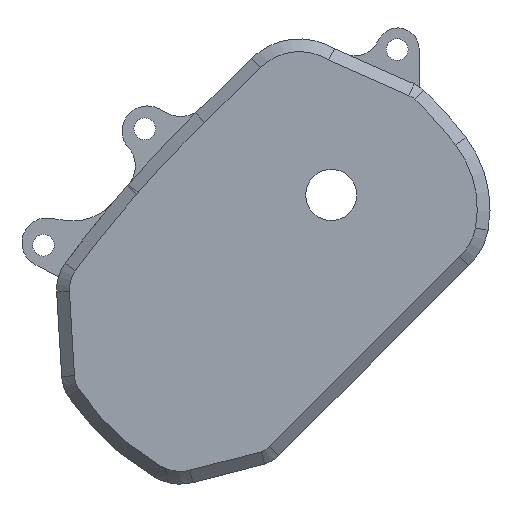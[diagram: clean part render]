
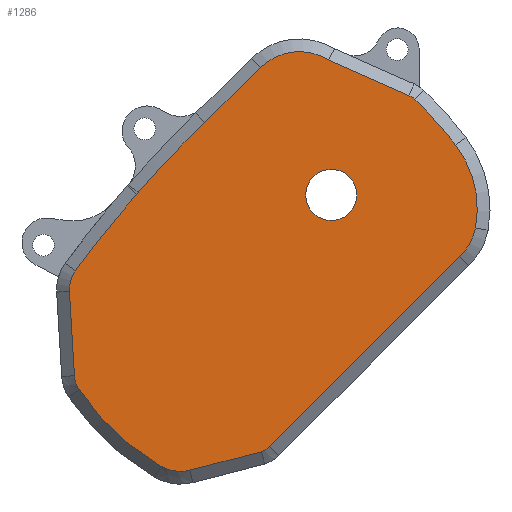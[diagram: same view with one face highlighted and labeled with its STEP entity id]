
A CAD part, left-side view. The second image highlights one B-rep face of the part: STEP entity #1286.
In plain terms, the highlighted planar face has unit normal (-1, 0, 0).
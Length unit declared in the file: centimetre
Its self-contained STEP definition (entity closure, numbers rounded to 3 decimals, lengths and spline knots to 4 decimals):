
#15=FACE_BOUND('',#185,.T.);
#57=PLANE('',#1411);
#105=FACE_OUTER_BOUND('',#184,.T.);
#184=EDGE_LOOP('',(#971,#972,#973,#974,#975,#976,#977,#978,#979,#980,#981,
#982,#983,#984,#985,#986,#987,#988));
#185=EDGE_LOOP('',(#989));
#257=LINE('',#1963,#360);
#260=LINE('',#1984,#363);
#266=LINE('',#2032,#369);
#270=LINE('',#2044,#373);
#275=LINE('',#2065,#378);
#277=LINE('',#2068,#380);
#360=VECTOR('',#1530,1.);
#363=VECTOR('',#1541,1.);
#369=VECTOR('',#1579,1.);
#373=VECTOR('',#1591,1.);
#378=VECTOR('',#1616,1.);
#380=VECTOR('',#1620,1.);
#461=CIRCLE('',#1354,0.9004);
#463=CIRCLE('',#1357,2.1821);
#464=CIRCLE('',#1360,47.7845);
#466=CIRCLE('',#1364,47.7845);
#469=CIRCLE('',#1368,2.008);
#470=CIRCLE('',#1370,4.1112);
#472=CIRCLE('',#1373,14.9411);
#474=CIRCLE('',#1376,0.8446);
#477=CIRCLE('',#1381,1.2371);
#478=CIRCLE('',#1384,1.0985);
#480=CIRCLE('',#1387,9.8741);
#482=CIRCLE('',#1390,1.5029);
#492=CIRCLE('',#1412,1.);
#542=VERTEX_POINT('',#1939);
#543=VERTEX_POINT('',#1941);
#546=VERTEX_POINT('',#1951);
#547=VERTEX_POINT('',#1953);
#549=VERTEX_POINT('',#1961);
#551=VERTEX_POINT('',#1967);
#553=VERTEX_POINT('',#1982);
#555=VERTEX_POINT('',#1988);
#558=VERTEX_POINT('',#2005);
#559=VERTEX_POINT('',#2007);
#561=VERTEX_POINT('',#2015);
#563=VERTEX_POINT('',#2021);
#565=VERTEX_POINT('',#2027);
#567=VERTEX_POINT('',#2037);
#569=VERTEX_POINT('',#2042);
#571=VERTEX_POINT('',#2048);
#573=VERTEX_POINT('',#2054);
#575=VERTEX_POINT('',#2060);
#598=VERTEX_POINT('',#2134);
#658=EDGE_CURVE('',#542,#543,#461,.T.);
#662=EDGE_CURVE('',#546,#547,#463,.T.);
#665=EDGE_CURVE('',#549,#546,#257,.T.);
#668=EDGE_CURVE('',#551,#549,#464,.T.);
#671=EDGE_CURVE('',#553,#551,#260,.T.);
#674=EDGE_CURVE('',#555,#553,#466,.T.);
#678=EDGE_CURVE('',#558,#559,#469,.T.);
#681=EDGE_CURVE('',#561,#558,#470,.T.);
#684=EDGE_CURVE('',#563,#561,#472,.T.);
#687=EDGE_CURVE('',#565,#563,#474,.T.);
#689=EDGE_CURVE('',#547,#565,#266,.T.);
#693=EDGE_CURVE('',#567,#555,#477,.T.);
#695=EDGE_CURVE('',#569,#567,#270,.T.);
#698=EDGE_CURVE('',#571,#569,#478,.T.);
#701=EDGE_CURVE('',#573,#571,#480,.T.);
#704=EDGE_CURVE('',#575,#573,#482,.T.);
#706=EDGE_CURVE('',#543,#575,#275,.T.);
#708=EDGE_CURVE('',#559,#542,#277,.T.);
#742=EDGE_CURVE('',#598,#598,#492,.T.);
#971=ORIENTED_EDGE('',*,*,#678,.F.);
#972=ORIENTED_EDGE('',*,*,#681,.F.);
#973=ORIENTED_EDGE('',*,*,#684,.F.);
#974=ORIENTED_EDGE('',*,*,#687,.F.);
#975=ORIENTED_EDGE('',*,*,#689,.F.);
#976=ORIENTED_EDGE('',*,*,#662,.F.);
#977=ORIENTED_EDGE('',*,*,#665,.F.);
#978=ORIENTED_EDGE('',*,*,#668,.F.);
#979=ORIENTED_EDGE('',*,*,#671,.F.);
#980=ORIENTED_EDGE('',*,*,#674,.F.);
#981=ORIENTED_EDGE('',*,*,#693,.F.);
#982=ORIENTED_EDGE('',*,*,#695,.F.);
#983=ORIENTED_EDGE('',*,*,#698,.F.);
#984=ORIENTED_EDGE('',*,*,#701,.F.);
#985=ORIENTED_EDGE('',*,*,#704,.F.);
#986=ORIENTED_EDGE('',*,*,#706,.F.);
#987=ORIENTED_EDGE('',*,*,#658,.F.);
#988=ORIENTED_EDGE('',*,*,#708,.F.);
#989=ORIENTED_EDGE('',*,*,#742,.T.);
#1286=ADVANCED_FACE('',(#105,#15),#57,.F.);
#1354=AXIS2_PLACEMENT_3D('',#1942,#1518,#1519);
#1357=AXIS2_PLACEMENT_3D('',#1954,#1525,#1526);
#1360=AXIS2_PLACEMENT_3D('',#1978,#1534,#1535);
#1364=AXIS2_PLACEMENT_3D('',#1999,#1545,#1546);
#1368=AXIS2_PLACEMENT_3D('',#2008,#1554,#1555);
#1370=AXIS2_PLACEMENT_3D('',#2017,#1559,#1560);
#1373=AXIS2_PLACEMENT_3D('',#2023,#1566,#1567);
#1376=AXIS2_PLACEMENT_3D('',#2029,#1573,#1574);
#1381=AXIS2_PLACEMENT_3D('',#2039,#1586,#1587);
#1384=AXIS2_PLACEMENT_3D('',#2050,#1596,#1597);
#1387=AXIS2_PLACEMENT_3D('',#2056,#1603,#1604);
#1390=AXIS2_PLACEMENT_3D('',#2062,#1610,#1611);
#1411=AXIS2_PLACEMENT_3D('',#2133,#1680,#1681);
#1412=AXIS2_PLACEMENT_3D('',#2135,#1682,#1683);
#1518=DIRECTION('center_axis',(1.,0.,0.));
#1519=DIRECTION('ref_axis',(0.,-0.707,-0.707));
#1525=DIRECTION('center_axis',(1.,0.,0.));
#1526=DIRECTION('ref_axis',(0.,0.7,0.715));
#1530=DIRECTION('',(0.,-0.715,0.7));
#1534=DIRECTION('center_axis',(1.,0.,0.));
#1535=DIRECTION('ref_axis',(0.,0.805,0.593));
#1541=DIRECTION('',(0.,-0.656,0.755));
#1545=DIRECTION('center_axis',(1.,0.,0.));
#1546=DIRECTION('ref_axis',(0.,0.805,0.593));
#1554=DIRECTION('center_axis',(1.,0.,0.));
#1555=DIRECTION('ref_axis',(0.,-0.983,-0.182));
#1559=DIRECTION('center_axis',(1.,0.,0.));
#1560=DIRECTION('ref_axis',(0.,-0.796,0.605));
#1566=DIRECTION('center_axis',(1.,0.,0.));
#1567=DIRECTION('ref_axis',(0.,-0.689,0.725));
#1573=DIRECTION('center_axis',(1.,0.,0.));
#1574=DIRECTION('ref_axis',(0.,-0.405,0.914));
#1579=DIRECTION('',(0.,-0.914,-0.405));
#1586=DIRECTION('center_axis',(1.,0.,0.));
#1587=DIRECTION('ref_axis',(0.,0.998,-0.059));
#1591=DIRECTION('',(0.,0.059,0.998));
#1596=DIRECTION('center_axis',(1.,0.,0.));
#1597=DIRECTION('ref_axis',(0.,0.828,-0.561));
#1603=DIRECTION('center_axis',(1.,0.,0.));
#1604=DIRECTION('ref_axis',(0.,0.504,-0.864));
#1610=DIRECTION('center_axis',(1.,0.,0.));
#1611=DIRECTION('ref_axis',(0.,-0.249,-0.968));
#1616=DIRECTION('',(0.,0.968,-0.249));
#1620=DIRECTION('',(0.,0.707,-0.707));
#1680=DIRECTION('center_axis',(1.,0.,0.));
#1681=DIRECTION('ref_axis',(0.,0.,-1.));
#1682=DIRECTION('center_axis',(1.,0.,0.));
#1683=DIRECTION('ref_axis',(0.,0.,-1.));
#1939=CARTESIAN_POINT('',(-8.8,2.4107,-9.845));
#1941=CARTESIAN_POINT('',(-8.8,2.7436,-10.056));
#1942=CARTESIAN_POINT('Origin',(-8.8,3.0474,-9.2084));
#1951=CARTESIAN_POINT('',(-8.8,2.773,4.9832));
#1953=CARTESIAN_POINT('',(-8.8,0.0993,5.2799));
#1954=CARTESIAN_POINT('Origin',(-8.8,1.2466,3.4238));
#1961=CARTESIAN_POINT('',(-8.8,4.9523,2.85));
#1963=CARTESIAN_POINT('',(-8.8,5.631,2.1856));
#1967=CARTESIAN_POINT('',(-8.8,7.5604,0.0854));
#1978=CARTESIAN_POINT('Origin',(-8.8,-28.4737,-31.2977));
#1982=CARTESIAN_POINT('',(-8.8,7.602,0.0377));
#1984=CARTESIAN_POINT('',(-8.8,7.1084,0.6052));
#1988=CARTESIAN_POINT('',(-8.8,10.0147,-2.978));
#1999=CARTESIAN_POINT('Origin',(-8.8,-28.4737,-31.2977));
#2005=CARTESIAN_POINT('',(-8.8,-5.6448,-1.2917));
#2007=CARTESIAN_POINT('',(-8.8,-5.032,-2.4023));
#2008=CARTESIAN_POINT('Origin',(-8.8,-3.6703,-0.9266));
#2015=CARTESIAN_POINT('',(-8.8,-4.8757,1.943));
#2017=CARTESIAN_POINT('Origin',(-8.8,-1.6022,-0.5441));
#2021=CARTESIAN_POINT('',(-8.8,-3.2759,3.7303));
#2023=CARTESIAN_POINT('Origin',(-8.8,7.0212,-7.0958));
#2027=CARTESIAN_POINT('',(-8.8,-3.036,3.8905));
#2029=CARTESIAN_POINT('Origin',(-8.8,-2.6938,3.1183));
#2032=CARTESIAN_POINT('',(-8.8,-0.4698,5.0277));
#2037=CARTESIAN_POINT('',(-8.8,10.2477,-3.7766));
#2039=CARTESIAN_POINT('Origin',(-8.8,9.0128,-3.7036));
#2042=CARTESIAN_POINT('',(-8.8,10.0525,-7.0759));
#2044=CARTESIAN_POINT('',(-8.8,10.1706,-5.0789));
#2048=CARTESIAN_POINT('',(-8.8,9.8652,-7.6275));
#2050=CARTESIAN_POINT('Origin',(-8.8,8.9559,-7.0111));
#2054=CARTESIAN_POINT('',(-8.8,6.666,-10.6165));
#2056=CARTESIAN_POINT('Origin',(-8.8,1.6924,-2.0865));
#2060=CARTESIAN_POINT('',(-8.8,5.5347,-10.7737));
#2062=CARTESIAN_POINT('Origin',(-8.8,5.909,-9.3182));
#2065=CARTESIAN_POINT('',(-8.8,1.6124,-9.765));
#2068=CARTESIAN_POINT('',(-8.8,-3.1522,-4.282));
#2133=CARTESIAN_POINT('Origin',(-8.8,2.2682,-2.6076));
#2134=CARTESIAN_POINT('',(-8.8,0.,1.));
#2135=CARTESIAN_POINT('Origin',(-8.8,0.,0.));
